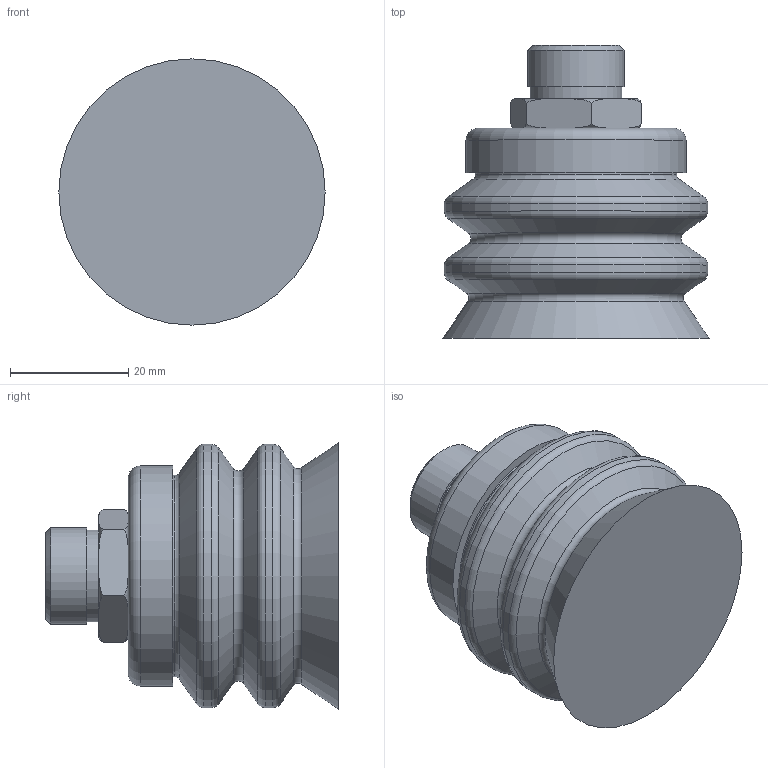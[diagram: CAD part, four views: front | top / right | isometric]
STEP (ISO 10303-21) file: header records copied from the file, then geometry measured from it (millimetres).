
FILE_DESCRIPTION(/* description */ (''),/* implementation_level */ '2;1');
FILE_NAME(/* name */ 'vf45sh30sb_rac19r3-8.stp',/* time_stamp */ '2025-12-19T09:21:37+01:00',/* author */ ('enginyeria4'),/* organization */ (''),/* preprocessor_version */ 'ST-DEVELOPER v20',/* originating_system */ 'Autodesk Inventor 2024',/* authorisation */ '');
FILE_SCHEMA (('AUTOMOTIVE_DESIGN { 1 0 10303 214 3 1 1 }'));
Length unit declared in the file: millimetre
Products named in the file (1): Pieza27
Bounding box: 45 x 49.5 x 45 mm (x, y, z)
Volume: 47089.7 mm3; surface area: 9647.1 mm2
Topology: 1 solids, 1 shells, 48 faces, 110 edges, 69 vertices
Faces by surface type: torus 20, plane 13, cone 8, cylinder 7
Full cylindrical faces by diameter (mm): 10 x1, 15.5 x1, 16.4 x1, 34.017 x1, 37.2 x1, 44.517 x2
Entity records: 1587 total; most frequent: CARTESIAN_POINT 420, DIRECTION 249, ORIENTED_EDGE 220, AXIS2_PLACEMENT_3D 114, EDGE_CURVE 110, VERTEX_POINT 69, CIRCLE 65, EDGE_LOOP 53
